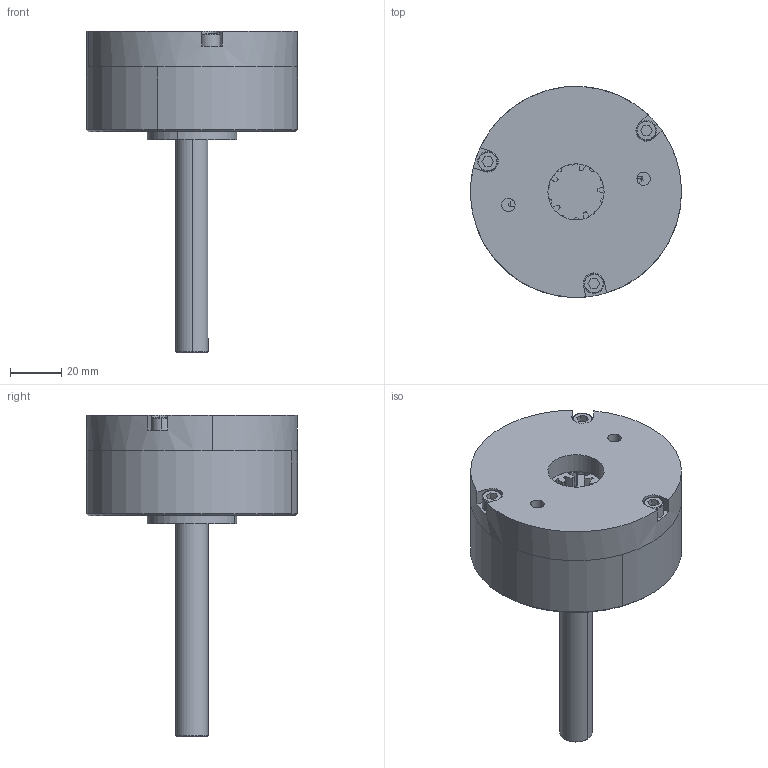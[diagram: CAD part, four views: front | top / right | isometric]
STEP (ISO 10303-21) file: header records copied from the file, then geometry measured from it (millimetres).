
FILE_DESCRIPTION (( 'STEP AP203' ), '1' );
FILE_NAME ('GEM Gearbox 1 Stage.STEP', '2012-05-18T18:43:06', ( 'Baker' ), ( '' ), 'SwSTEP 2.0', 'SolidWorks 2010', '' );
FILE_SCHEMA (( 'CONFIG_CONTROL_DESIGN' ));
Length unit declared in the file: inch
Products named in the file (12): Output Shaft; GEM Spur Gear 12t; Spacer-Washer am-1065; GEM Gearbox 1 Stage; Output Block; GEM 625 Output Block; R8 Bearing; GEM Dowel; GEM Ring Gear; GEM Ring Bushing; SHCS 10-32 x 0.75; GEM CAp
Assembly tree (23 placements, depth 3):
  GEM Gearbox 1 Stage
    GEM CAp
    SHCS 10-32 x 0.75  x3
    Output Block
      GEM 625 Output Block
      GEM Spur Gear 12t  x5
      R8 Bearing  x2
      GEM Ring Gear
      Output Shaft
      GEM Ring Bushing
      GEM Dowel  x5
      Spacer-Washer am-1065  x2
Bounding box: 82.54 x 82.54 x 125.58 mm (x, y, z)
Volume: 198057.6 mm3; surface area: 66759.9 mm2
Topology: 22 solids, 22 shells, 784 faces, 2064 edges, 1341 vertices
Faces by surface type: cylinder 565, plane 117, cone 78, bspline 22, torus 2
Entity records: 16270 total; most frequent: CARTESIAN_POINT 2971, DIRECTION 2764, ORIENTED_EDGE 2336, EDGE_CURVE 1168, AXIS2_PLACEMENT_3D 1152, VERTEX_POINT 767, CIRCLE 695, EDGE_LOOP 493
